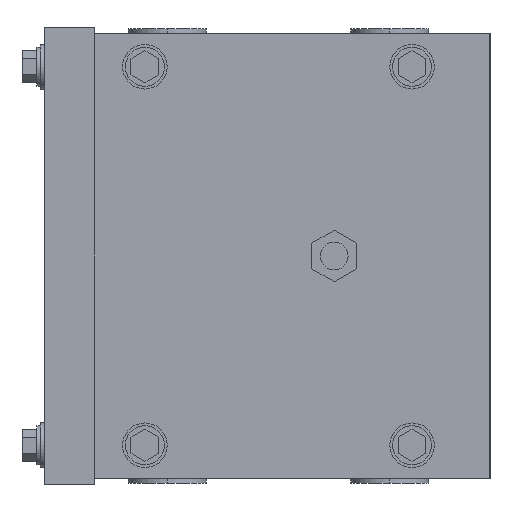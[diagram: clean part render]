
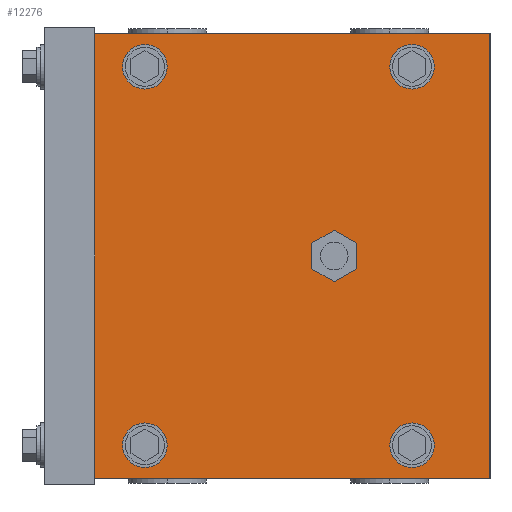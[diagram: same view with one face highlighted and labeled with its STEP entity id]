
A CAD part, left-side view. The second image highlights one B-rep face of the part: STEP entity #12276.
In plain terms, the highlighted planar face has unit normal (-1, 0, 0).
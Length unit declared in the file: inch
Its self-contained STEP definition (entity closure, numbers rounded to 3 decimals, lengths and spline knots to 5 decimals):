
#512 = VERTEX_POINT ( 'NONE', #9309 ) ;
#607 = FACE_OUTER_BOUND ( 'NONE', #24443, .T. ) ;
#1461 = ORIENTED_EDGE ( 'NONE', *, *, #11486, .T. ) ;
#2103 = CARTESIAN_POINT ( 'NONE',  ( -6., 0., 2.5 ) ) ;
#2498 = DIRECTION ( 'NONE',  ( 0., -1., 0. ) ) ;
#2577 = DIRECTION ( 'NONE',  ( 0., 0., -1. ) ) ;
#2580 = PLANE ( 'NONE',  #10492 ) ;
#2878 = VECTOR ( 'NONE', #2498, 39.37008 ) ;
#4923 = EDGE_CURVE ( 'NONE', #512, #6646, #11551, .T. ) ;
#6040 = CARTESIAN_POINT ( 'NONE',  ( -6., 4.4375, -2.5 ) ) ;
#6586 = VERTEX_POINT ( 'NONE', #22298 ) ;
#6641 = VECTOR ( 'NONE', #2577, 39.37008 ) ;
#6646 = VERTEX_POINT ( 'NONE', #2103 ) ;
#7708 = VECTOR ( 'NONE', #15565, 39.37008 ) ;
#9309 = CARTESIAN_POINT ( 'NONE',  ( -6., 4.4375, 2.5 ) ) ;
#10492 = AXIS2_PLACEMENT_3D ( 'NONE', #23280, #19444, #21653 ) ;
#11486 = EDGE_CURVE ( 'NONE', #24237, #6586, #11964, .T. ) ;
#11490 = VECTOR ( 'NONE', #13726, 39.37008 ) ;
#11551 = LINE ( 'NONE', #15274, #2878 ) ;
#11964 = LINE ( 'NONE', #15449, #7708 ) ;
#12276 = ADVANCED_FACE ( 'NONE', ( #607 ), #2580, .T. ) ;
#13726 = DIRECTION ( 'NONE',  ( 0., 0., -1. ) ) ;
#15274 = CARTESIAN_POINT ( 'NONE',  ( -6., 4.4375, 2.5 ) ) ;
#15449 = CARTESIAN_POINT ( 'NONE',  ( -6., 4.4375, -2.5 ) ) ;
#15517 = EDGE_CURVE ( 'NONE', #6646, #6586, #15597, .T. ) ;
#15565 = DIRECTION ( 'NONE',  ( 0., -1., 0. ) ) ;
#15597 = LINE ( 'NONE', #15844, #6641 ) ;
#15844 = CARTESIAN_POINT ( 'NONE',  ( -6., 0., -2.5 ) ) ;
#17189 = ORIENTED_EDGE ( 'NONE', *, *, #4923, .F. ) ;
#18257 = ORIENTED_EDGE ( 'NONE', *, *, #23482, .T. ) ;
#18919 = ORIENTED_EDGE ( 'NONE', *, *, #15517, .F. ) ;
#19444 = DIRECTION ( 'NONE',  ( -1., 0., 0. ) ) ;
#19571 = CARTESIAN_POINT ( 'NONE',  ( -6., 4.4375, -2.5 ) ) ;
#21147 = LINE ( 'NONE', #6040, #11490 ) ;
#21653 = DIRECTION ( 'NONE',  ( 0., 0., 1. ) ) ;
#22298 = CARTESIAN_POINT ( 'NONE',  ( -6., 0., -2.5 ) ) ;
#23280 = CARTESIAN_POINT ( 'NONE',  ( -6., 4.4375, -2.5 ) ) ;
#23482 = EDGE_CURVE ( 'NONE', #512, #24237, #21147, .T. ) ;
#24237 = VERTEX_POINT ( 'NONE', #19571 ) ;
#24443 = EDGE_LOOP ( 'NONE', ( #18919, #17189, #18257, #1461 ) ) ;
